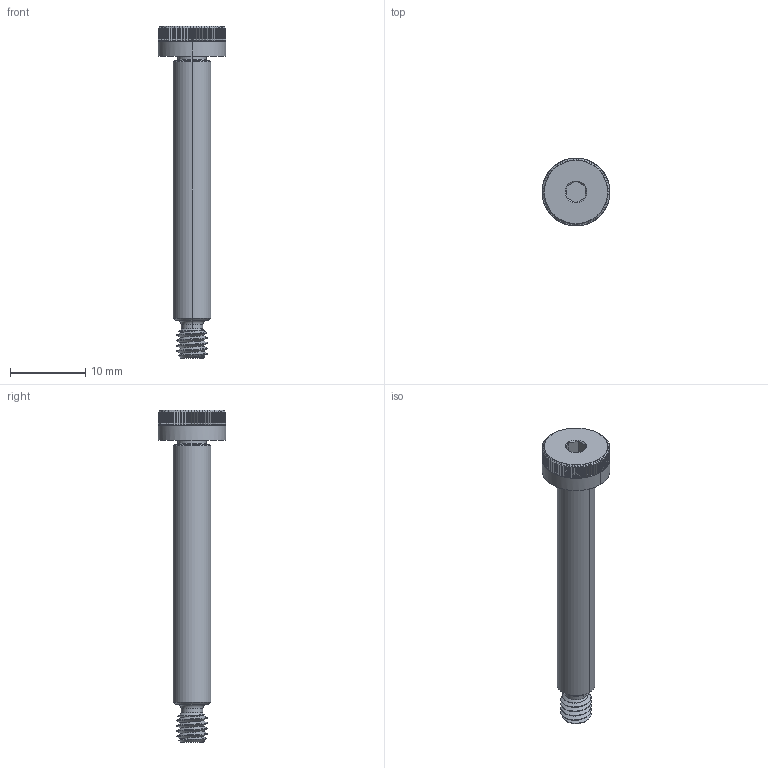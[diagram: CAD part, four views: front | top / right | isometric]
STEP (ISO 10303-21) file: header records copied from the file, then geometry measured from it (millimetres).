
FILE_DESCRIPTION (( 'STEP AP203' ), '1' );
FILE_NAME ('92981A911_Alloy Steel Shoulder Screws.STEP', '2023-02-16T20:02:29', ( 'Administrator' ), ( 'Managed by Terraform' ), 'SwSTEP 2.0', 'SolidWorks 2017', '' );
FILE_SCHEMA (( 'CONFIG_CONTROL_DESIGN' ));
Length unit declared in the file: millimetre
Products named in the file (1): 92981A911_Alloy Steel Shoulder Screws
Bounding box: 9 x 9 x 44 mm (x, y, z)
Volume: 964.5 mm3; surface area: 928.5 mm2
Topology: 1 solids, 1 shells, 273 faces, 777 edges, 510 vertices
Faces by surface type: plane 231, cone 20, cylinder 17, bspline 3, torus 2
Entity records: 10005 total; most frequent: CARTESIAN_POINT 3047, ORIENTED_EDGE 1554, DIRECTION 1319, EDGE_CURVE 777, VERTEX_POINT 510, AXIS2_PLACEMENT_3D 456, LINE 407, VECTOR 407
